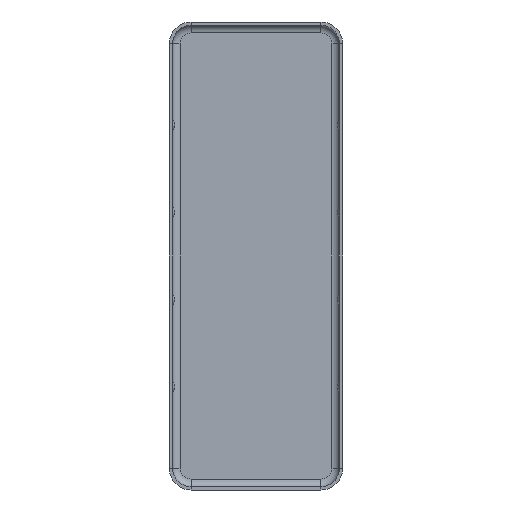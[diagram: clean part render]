
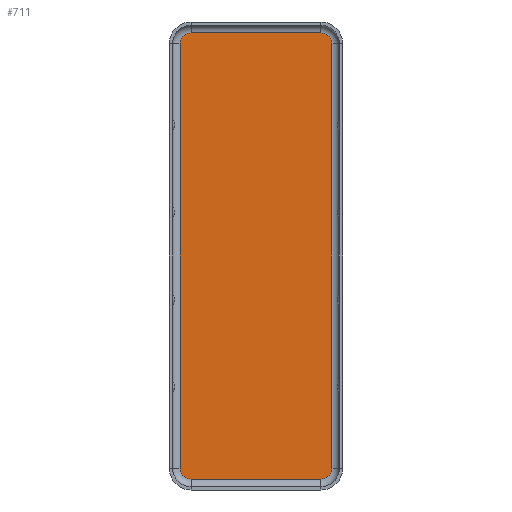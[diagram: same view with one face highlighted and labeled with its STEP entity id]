
A CAD part, front view. The second image highlights one B-rep face of the part: STEP entity #711.
In plain terms, the highlighted planar face has unit normal (0, -1, 0).
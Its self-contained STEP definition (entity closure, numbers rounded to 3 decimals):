
#16 = FACE_OUTER_BOUND ( 'NONE', #2066, .T. ) ;
#45 = CARTESIAN_POINT ( 'NONE',  ( 5.95, 0., -20.45 ) ) ;
#79 = VERTEX_POINT ( 'NONE', #80 ) ;
#80 = CARTESIAN_POINT ( 'NONE',  ( -5.95, 0., -20.45 ) ) ;
#127 = PLANE ( 'NONE',  #1002 ) ;
#169 = CARTESIAN_POINT ( 'NONE',  ( -6.95, 0., 0. ) ) ;
#191 = DIRECTION ( 'NONE',  ( 0., -1., 0. ) ) ;
#204 = CARTESIAN_POINT ( 'NONE',  ( -6.95, 0., 19.45 ) ) ;
#218 = CARTESIAN_POINT ( 'NONE',  ( -5.95, 0., -19.45 ) ) ;
#224 = VERTEX_POINT ( 'NONE', #457 ) ;
#308 = CARTESIAN_POINT ( 'NONE',  ( 5.95, 0., -19.45 ) ) ;
#351 = DIRECTION ( 'NONE',  ( -1., 0., 0. ) ) ;
#404 = VERTEX_POINT ( 'NONE', #204 ) ;
#457 = CARTESIAN_POINT ( 'NONE',  ( 5.95, 0., 20.45 ) ) ;
#478 = DIRECTION ( 'NONE',  ( -1., 0., 0. ) ) ;
#483 = EDGE_CURVE ( 'NONE', #404, #1123, #1046, .T. ) ;
#569 = EDGE_CURVE ( 'NONE', #584, #224, #844, .T. ) ;
#573 = VERTEX_POINT ( 'NONE', #1477 ) ;
#584 = VERTEX_POINT ( 'NONE', #1005 ) ;
#595 = CIRCLE ( 'NONE', #942, 1. ) ;
#608 = EDGE_CURVE ( 'NONE', #1914, #79, #621, .T. ) ;
#621 = LINE ( 'NONE', #45, #1314 ) ;
#657 = CARTESIAN_POINT ( 'NONE',  ( 6.95, 0., -19.45 ) ) ;
#680 = VECTOR ( 'NONE', #1541, 1000. ) ;
#705 = AXIS2_PLACEMENT_3D ( 'NONE', #1158, #191, #1147 ) ;
#711 = ADVANCED_FACE ( 'NONE', ( #16 ), #127, .T. ) ;
#721 = ORIENTED_EDGE ( 'NONE', *, *, #569, .T. ) ;
#743 = ORIENTED_EDGE ( 'NONE', *, *, #1547, .F. ) ;
#828 = CARTESIAN_POINT ( 'NONE',  ( 5.95, 0., 20.45 ) ) ;
#844 = CIRCLE ( 'NONE', #705, 1. ) ;
#851 = LINE ( 'NONE', #1572, #680 ) ;
#867 = CARTESIAN_POINT ( 'NONE',  ( -5.95, 0., 19.45 ) ) ;
#921 = VECTOR ( 'NONE', #478, 1000. ) ;
#942 = AXIS2_PLACEMENT_3D ( 'NONE', #218, #1821, #1980 ) ;
#960 = CIRCLE ( 'NONE', #984, 1. ) ;
#968 = DIRECTION ( 'NONE',  ( 0., 0., -1. ) ) ;
#984 = AXIS2_PLACEMENT_3D ( 'NONE', #867, #1976, #1030 ) ;
#997 = EDGE_CURVE ( 'NONE', #224, #573, #1065, .T. ) ;
#1002 = AXIS2_PLACEMENT_3D ( 'NONE', #2052, #2065, #1236 ) ;
#1005 = CARTESIAN_POINT ( 'NONE',  ( 6.95, 0., 19.45 ) ) ;
#1011 = ORIENTED_EDGE ( 'NONE', *, *, #1854, .F. ) ;
#1030 = DIRECTION ( 'NONE',  ( 0., 0., -1. ) ) ;
#1046 = LINE ( 'NONE', #169, #1097 ) ;
#1065 = LINE ( 'NONE', #828, #921 ) ;
#1083 = CARTESIAN_POINT ( 'NONE',  ( -6.95, 0., -19.45 ) ) ;
#1097 = VECTOR ( 'NONE', #968, 1000. ) ;
#1123 = VERTEX_POINT ( 'NONE', #1083 ) ;
#1147 = DIRECTION ( 'NONE',  ( 0., 0., -1. ) ) ;
#1158 = CARTESIAN_POINT ( 'NONE',  ( 5.95, 0., 19.45 ) ) ;
#1236 = DIRECTION ( 'NONE',  ( 0., 0., -1. ) ) ;
#1314 = VECTOR ( 'NONE', #351, 1000. ) ;
#1333 = VERTEX_POINT ( 'NONE', #657 ) ;
#1400 = EDGE_CURVE ( 'NONE', #584, #1333, #851, .T. ) ;
#1437 = DIRECTION ( 'NONE',  ( 0., 0., 1. ) ) ;
#1477 = CARTESIAN_POINT ( 'NONE',  ( -5.95, 0., 20.45 ) ) ;
#1533 = ORIENTED_EDGE ( 'NONE', *, *, #608, .F. ) ;
#1541 = DIRECTION ( 'NONE',  ( 0., 0., -1. ) ) ;
#1547 = EDGE_CURVE ( 'NONE', #1333, #1914, #1578, .T. ) ;
#1572 = CARTESIAN_POINT ( 'NONE',  ( 6.95, 0., 0. ) ) ;
#1577 = ORIENTED_EDGE ( 'NONE', *, *, #997, .T. ) ;
#1578 = CIRCLE ( 'NONE', #1758, 1. ) ;
#1583 = DIRECTION ( 'NONE',  ( 0., 1., 0. ) ) ;
#1613 = ORIENTED_EDGE ( 'NONE', *, *, #1978, .T. ) ;
#1758 = AXIS2_PLACEMENT_3D ( 'NONE', #308, #1583, #1437 ) ;
#1802 = CARTESIAN_POINT ( 'NONE',  ( 5.95, 0., -20.45 ) ) ;
#1821 = DIRECTION ( 'NONE',  ( 0., -1., 0. ) ) ;
#1854 = EDGE_CURVE ( 'NONE', #404, #573, #960, .T. ) ;
#1914 = VERTEX_POINT ( 'NONE', #1802 ) ;
#1925 = ORIENTED_EDGE ( 'NONE', *, *, #483, .T. ) ;
#1976 = DIRECTION ( 'NONE',  ( 0., 1., 0. ) ) ;
#1978 = EDGE_CURVE ( 'NONE', #1123, #79, #595, .T. ) ;
#1980 = DIRECTION ( 'NONE',  ( 0., 0., 1. ) ) ;
#2037 = ORIENTED_EDGE ( 'NONE', *, *, #1400, .F. ) ;
#2052 = CARTESIAN_POINT ( 'NONE',  ( 5.95, 0., -19.45 ) ) ;
#2065 = DIRECTION ( 'NONE',  ( 0., -1., 0. ) ) ;
#2066 = EDGE_LOOP ( 'NONE', ( #1533, #743, #2037, #721, #1577, #1011, #1925, #1613 ) ) ;
